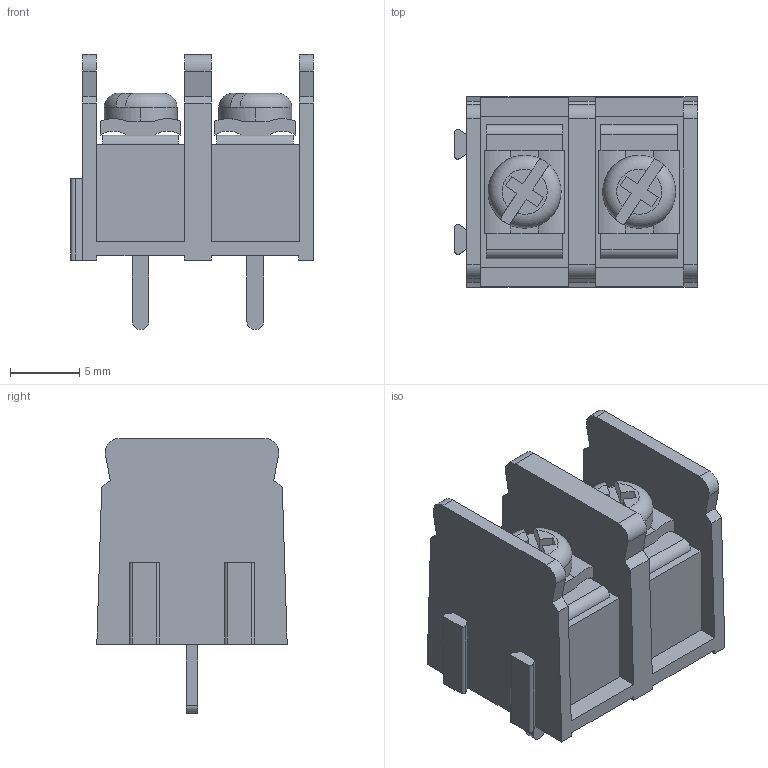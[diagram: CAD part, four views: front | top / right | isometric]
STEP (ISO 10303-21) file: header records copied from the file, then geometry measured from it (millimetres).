
FILE_DESCRIPTION((''),'2;1');
FILE_NAME('C-1977477-2','2009-01-15T',('workeradm'),('Tyco Electronics Corporation'),'PRO/ENGINEER BY PARAMETRIC TECHNOLOGY CORPORATION, 2005450','PRO/ENGINEER BY PARAMETRIC TECHNOLOGY CORPORATION, 2005450','');
FILE_SCHEMA(('CONFIG_CONTROL_DESIGN', 'GEOMETRIC_VALIDATION_PROPERTIES_MIM'));
Length unit declared in the file: millimetre
Products named in the file (1): C-1977477-2
Bounding box: 17.45 x 13.7 x 19.8 mm (x, y, z)
Volume: 2106.8 mm3; surface area: 1925.6 mm2
Topology: 1 solids, 1 shells, 168 faces, 466 edges, 308 vertices
Faces by surface type: plane 120, cylinder 44, torus 4
Entity records: 5597 total; most frequent: CARTESIAN_POINT 1085, ORIENTED_EDGE 932, DIRECTION 894, EDGE_CURVE 466, VECTOR 350, LINE 350, VERTEX_POINT 308, AXIS2_PLACEMENT_3D 272
